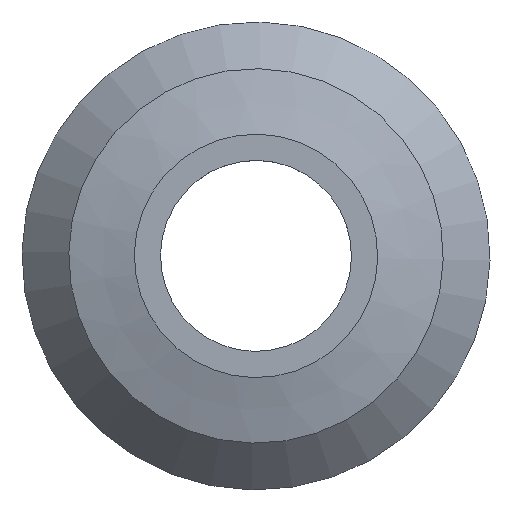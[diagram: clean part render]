
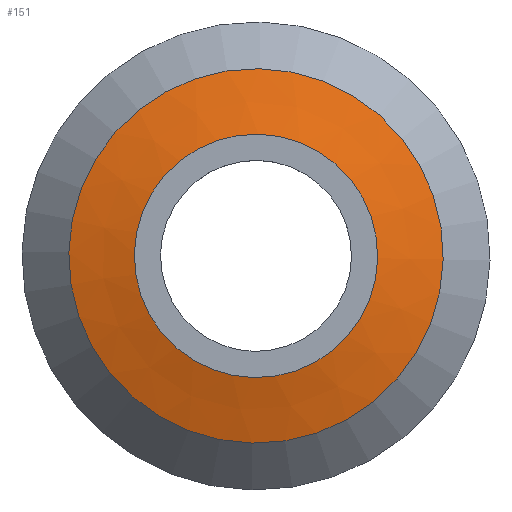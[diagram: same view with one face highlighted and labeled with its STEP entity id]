
A CAD part, top view. The second image highlights one B-rep face of the part: STEP entity #151.
In plain terms, the highlighted conical face has half-angle 74.055 degrees and reference radius 16.5 mm.
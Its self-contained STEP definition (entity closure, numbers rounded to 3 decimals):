
#37=FACE_OUTER_BOUND('',#48,.T.);
#48=EDGE_LOOP('',(#115,#116,#117,#118));
#64=LINE('',#269,#70);
#70=VECTOR('',#212,16.5);
#76=CIRCLE('',#179,13.);
#77=CIRCLE('',#180,20.);
#87=VERTEX_POINT('',#266);
#88=VERTEX_POINT('',#268);
#98=EDGE_CURVE('',#87,#87,#76,.T.);
#99=EDGE_CURVE('',#87,#88,#64,.T.);
#100=EDGE_CURVE('',#88,#88,#77,.T.);
#115=ORIENTED_EDGE('',*,*,#98,.T.);
#116=ORIENTED_EDGE('',*,*,#99,.T.);
#117=ORIENTED_EDGE('',*,*,#100,.T.);
#118=ORIENTED_EDGE('',*,*,#99,.F.);
#149=CONICAL_SURFACE('',#178,16.5,1.292);
#151=ADVANCED_FACE('',(#37),#149,.T.);
#178=AXIS2_PLACEMENT_3D('',#265,#208,#209);
#179=AXIS2_PLACEMENT_3D('',#267,#210,#211);
#180=AXIS2_PLACEMENT_3D('',#270,#213,#214);
#208=DIRECTION('center_axis',(0.,0.,-1.));
#209=DIRECTION('ref_axis',(1.,0.,0.));
#210=DIRECTION('center_axis',(0.,0.,-1.));
#211=DIRECTION('ref_axis',(1.,0.,0.));
#212=DIRECTION('',(-0.962,0.,-0.275));
#213=DIRECTION('center_axis',(0.,0.,1.));
#214=DIRECTION('ref_axis',(1.,0.,0.));
#265=CARTESIAN_POINT('Origin',(0.,0.,19.));
#266=CARTESIAN_POINT('',(-13.,0.,20.));
#267=CARTESIAN_POINT('Origin',(0.,0.,20.));
#268=CARTESIAN_POINT('',(-20.,0.,18.));
#269=CARTESIAN_POINT('',(-16.5,0.,19.));
#270=CARTESIAN_POINT('Origin',(0.,0.,18.));
